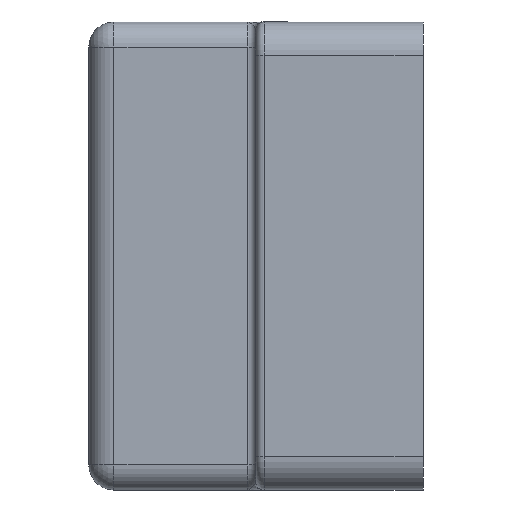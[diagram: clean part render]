
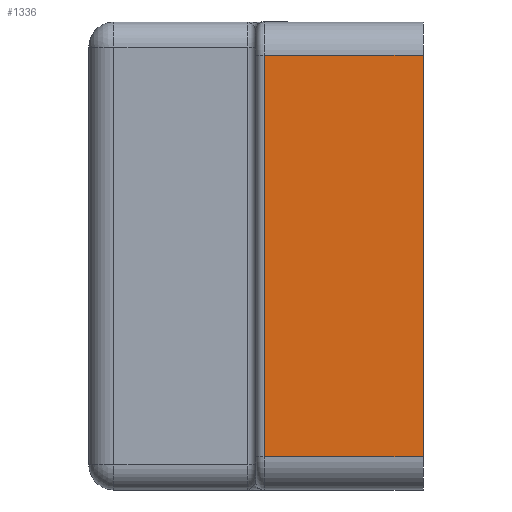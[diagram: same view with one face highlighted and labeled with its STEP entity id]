
A CAD part, left-side view. The second image highlights one B-rep face of the part: STEP entity #1336.
In plain terms, the highlighted planar face has unit normal (-1, 0, 0).
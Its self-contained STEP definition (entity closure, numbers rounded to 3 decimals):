
#177 = VERTEX_POINT ( 'NONE', #3317 ) ;
#271 = AXIS2_PLACEMENT_3D ( 'NONE', #2942, #1429, #3202 ) ;
#319 = CARTESIAN_POINT ( 'NONE',  ( -20., 9.5, 2. ) ) ;
#406 = LINE ( 'NONE', #1499, #3082 ) ;
#419 = VECTOR ( 'NONE', #1341, 1000. ) ;
#434 = CARTESIAN_POINT ( 'NONE',  ( -20., 0., 26. ) ) ;
#722 = DIRECTION ( 'NONE',  ( 0., 0., -1. ) ) ;
#769 = LINE ( 'NONE', #2808, #849 ) ;
#849 = VECTOR ( 'NONE', #1291, 1000. ) ;
#901 = EDGE_LOOP ( 'NONE', ( #2011, #1745, #1483, #1732 ) ) ;
#1016 = LINE ( 'NONE', #2263, #3293 ) ;
#1082 = PLANE ( 'NONE',  #271 ) ;
#1291 = DIRECTION ( 'NONE',  ( 0., -1., 0. ) ) ;
#1335 = VERTEX_POINT ( 'NONE', #2612 ) ;
#1336 = ADVANCED_FACE ( 'NONE', ( #1947 ), #1082, .F. ) ;
#1341 = DIRECTION ( 'NONE',  ( 0., 0., -1. ) ) ;
#1429 = DIRECTION ( 'NONE',  ( 1., 0., 0. ) ) ;
#1483 = ORIENTED_EDGE ( 'NONE', *, *, #2395, .T. ) ;
#1499 = CARTESIAN_POINT ( 'NONE',  ( -20., 0., 26. ) ) ;
#1527 = EDGE_CURVE ( 'NONE', #3150, #177, #406, .T. ) ;
#1732 = ORIENTED_EDGE ( 'NONE', *, *, #2218, .F. ) ;
#1745 = ORIENTED_EDGE ( 'NONE', *, *, #2560, .T. ) ;
#1947 = FACE_OUTER_BOUND ( 'NONE', #901, .T. ) ;
#1999 = DIRECTION ( 'NONE',  ( 0., 1., 0. ) ) ;
#2011 = ORIENTED_EDGE ( 'NONE', *, *, #1527, .T. ) ;
#2218 = EDGE_CURVE ( 'NONE', #3150, #1335, #1016, .T. ) ;
#2263 = CARTESIAN_POINT ( 'NONE',  ( -20., 0., 28. ) ) ;
#2395 = EDGE_CURVE ( 'NONE', #2790, #1335, #769, .T. ) ;
#2560 = EDGE_CURVE ( 'NONE', #177, #2790, #2592, .T. ) ;
#2592 = LINE ( 'NONE', #2855, #419 ) ;
#2612 = CARTESIAN_POINT ( 'NONE',  ( -20., 0., 2. ) ) ;
#2790 = VERTEX_POINT ( 'NONE', #319 ) ;
#2808 = CARTESIAN_POINT ( 'NONE',  ( -20., 0., 2. ) ) ;
#2855 = CARTESIAN_POINT ( 'NONE',  ( -20., 9.5, 28. ) ) ;
#2942 = CARTESIAN_POINT ( 'NONE',  ( -20., 0., 28. ) ) ;
#3082 = VECTOR ( 'NONE', #1999, 1000. ) ;
#3150 = VERTEX_POINT ( 'NONE', #434 ) ;
#3202 = DIRECTION ( 'NONE',  ( 0., 0., -1. ) ) ;
#3293 = VECTOR ( 'NONE', #722, 1000. ) ;
#3317 = CARTESIAN_POINT ( 'NONE',  ( -20., 9.5, 26. ) ) ;
